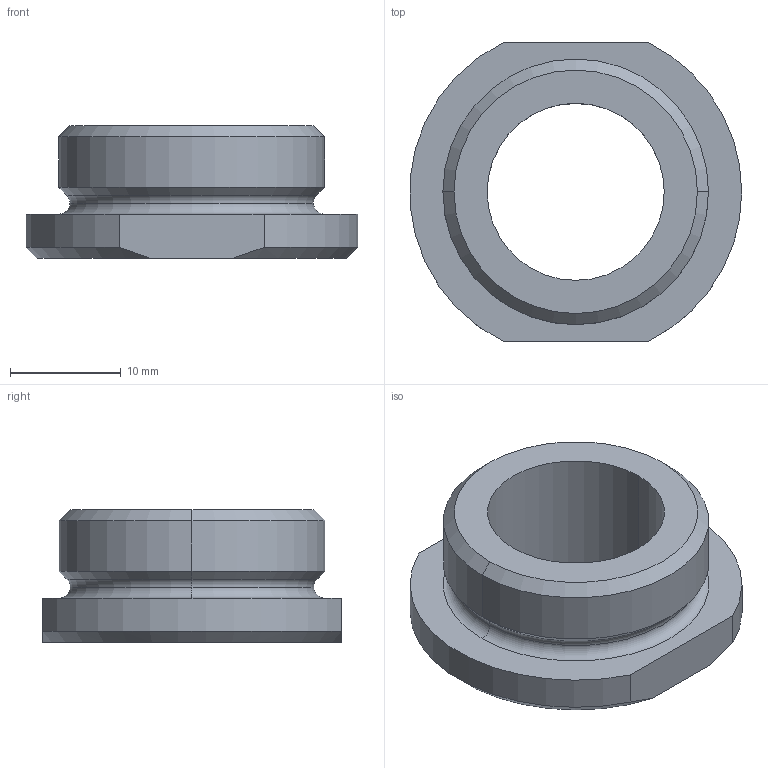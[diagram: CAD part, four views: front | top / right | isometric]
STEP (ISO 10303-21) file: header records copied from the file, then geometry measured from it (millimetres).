
FILE_DESCRIPTION (( 'STEP AP214' ), '1' );
FILE_NAME ('082423.STEP', '2021-09-24T08:59:13', ( '' ), ( '' ), 'SwSTEP 2.0', 'SolidWorks 2016', '' );
FILE_SCHEMA (( 'AUTOMOTIVE_DESIGN' ));
Length unit declared in the file: millimetre
Products named in the file (1): 082423
Bounding box: 29.94 x 27 x 12 mm (x, y, z)
Volume: 3734.9 mm3; surface area: 2507.5 mm2
Topology: 1 solids, 1 shells, 23 faces, 51 edges, 31 vertices
Faces by surface type: cone 7, cylinder 7, plane 5, torus 4
Entity records: 710 total; most frequent: DIRECTION 124, CARTESIAN_POINT 122, ORIENTED_EDGE 102, AXIS2_PLACEMENT_3D 53, EDGE_CURVE 51, VERTEX_POINT 31, CIRCLE 29, EDGE_LOOP 26
